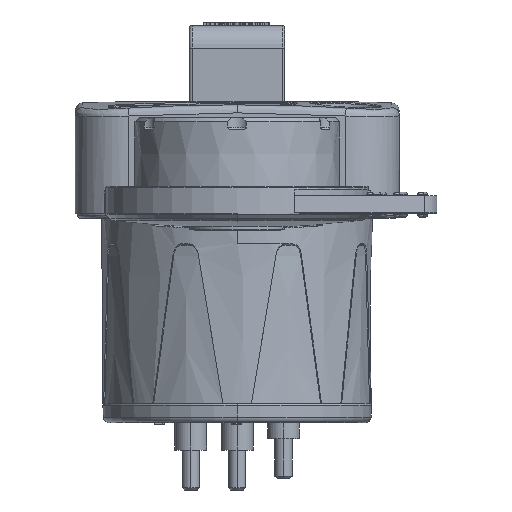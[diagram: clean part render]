
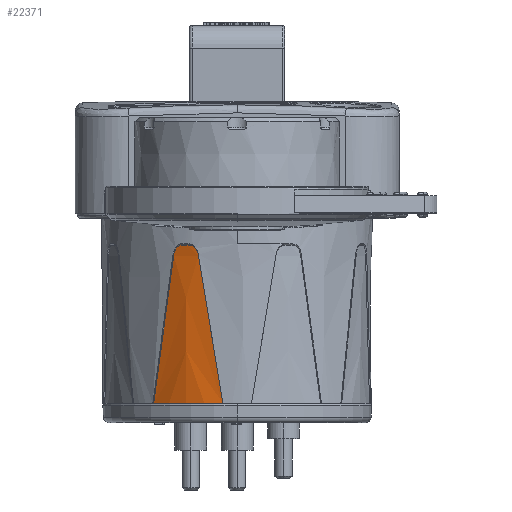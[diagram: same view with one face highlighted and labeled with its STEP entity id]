
A CAD part, front view. The second image highlights one B-rep face of the part: STEP entity #22371.
In plain terms, the highlighted conical face has half-angle 0.4 degrees and reference radius 11.709 mm.
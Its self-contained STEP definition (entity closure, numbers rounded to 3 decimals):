
#870=CARTESIAN_POINT('',(0.,0.,-25.1));
#871=DIRECTION('',(0.,0.,1.));
#872=DIRECTION('',(-0.627,-0.779,0.));
#873=AXIS2_PLACEMENT_3D('',#870,#871,#872);
#1438=CARTESIAN_POINT('',(-5.561,-10.352,
-12.179));
#1439=CARTESIAN_POINT('',(-5.772,-10.227,
-13.614));
#1440=CARTESIAN_POINT('',(-6.183,-9.965,
-16.484));
#1441=CARTESIAN_POINT('',(-6.768,-9.542,
-20.792));
#1442=CARTESIAN_POINT('',(-7.136,-9.238,
-23.664));
#1443=CARTESIAN_POINT('',(-7.315,-9.081,-25.1));
#1452=CARTESIAN_POINT('',(-4.808,-10.729,
-11.243));
#1453=CARTESIAN_POINT('',(-4.843,-10.714,
-11.243));
#1454=CARTESIAN_POINT('',(-4.912,-10.682,
-11.249));
#1455=CARTESIAN_POINT('',(-5.012,-10.635,
-11.278));
#1456=CARTESIAN_POINT('',(-5.109,-10.589,
-11.327));
#1457=CARTESIAN_POINT('',(-5.203,-10.542,
-11.398));
#1458=CARTESIAN_POINT('',(-5.293,-10.497,
-11.493));
#1459=CARTESIAN_POINT('',(-5.378,-10.452,
-11.616));
#1460=CARTESIAN_POINT('',(-5.455,-10.411,
-11.771));
#1461=CARTESIAN_POINT('',(-5.519,-10.376,
-11.957));
#1462=CARTESIAN_POINT('',(-5.55,-10.358,
-12.102));
#1463=CARTESIAN_POINT('',(-5.561,-10.352,
-12.179));
#1482=CARTESIAN_POINT('',(0.,0.,-11.243));
#1483=DIRECTION('',(0.,0.,-1.));
#1484=DIRECTION('',(-0.356,-0.934,0.));
#1485=AXIS2_PLACEMENT_3D('',#1482,#1483,#1484);
#1499=CARTESIAN_POINT('',(-3.387,-11.252,
-12.179));
#1500=CARTESIAN_POINT('',(-3.4,-11.249,
-12.102));
#1501=CARTESIAN_POINT('',(-3.434,-11.239,
-11.96));
#1502=CARTESIAN_POINT('',(-3.503,-11.219,
-11.774));
#1503=CARTESIAN_POINT('',(-3.587,-11.194,
-11.619));
#1504=CARTESIAN_POINT('',(-3.678,-11.165,
-11.495));
#1505=CARTESIAN_POINT('',(-3.775,-11.134,
-11.399));
#1506=CARTESIAN_POINT('',(-3.875,-11.1,
-11.328));
#1507=CARTESIAN_POINT('',(-3.978,-11.064,
-11.278));
#1508=CARTESIAN_POINT('',(-4.081,-11.026,
-11.249));
#1509=CARTESIAN_POINT('',(-4.152,-11.,
-11.243));
#1510=CARTESIAN_POINT('',(-4.187,-10.986,
-11.243));
#1525=CARTESIAN_POINT('',(-3.387,-11.252,
-12.179));
#1526=CARTESIAN_POINT('',(-2.675,-11.435,
-16.484));
#1527=CARTESIAN_POINT('',(-1.962,-11.547,
-20.791));
#1528=CARTESIAN_POINT('',(-1.248,-11.593,-25.1));
#17731=CARTESIAN_POINT('',(-7.315,-9.081,-25.1));
#17732=VERTEX_POINT('',#17731);
#17733=CARTESIAN_POINT('',(-1.248,-11.593,-25.1));
#17734=VERTEX_POINT('',#17733);
#18198=CARTESIAN_POINT('',(-3.387,-11.252,
-12.179));
#18199=VERTEX_POINT('',#18198);
#18200=VERTEX_POINT('',#1510);
#18201=VERTEX_POINT('',#1438);
#18202=VERTEX_POINT('',#1452);
#22357=CARTESIAN_POINT('',(0.,0.,-18.171));
#22358=DIRECTION('',(0.,0.,1.));
#22359=DIRECTION('',(1.,0.,0.));
#22360=AXIS2_PLACEMENT_3D('',#22357,#22358,#22359);
#22361=CONICAL_SURFACE('',#22360,11.709,0.4);
#22362=ORIENTED_EDGE('',*,*,#22348,.F.);
#22364=ORIENTED_EDGE('',*,*,#22363,.T.);
#22365=ORIENTED_EDGE('',*,*,#21745,.F.);
#22366=ORIENTED_EDGE('',*,*,#22292,.F.);
#22367=ORIENTED_EDGE('',*,*,#22306,.F.);
#22368=ORIENTED_EDGE('',*,*,#22320,.F.);
#22369=EDGE_LOOP('',(#22362,#22364,#22365,#22366,#22367,#22368));
#22370=FACE_OUTER_BOUND('',#22369,.F.);
#22371=ADVANCED_FACE('',(#22370),#22361,.T.);
#874=CIRCLE('',#873,11.66);
#1444=B_SPLINE_CURVE_WITH_KNOTS('',3,(#1438,#1439,#1440,#1441,#1442,#1443),
.UNSPECIFIED.,.F.,.F.,(4,1,1,4),(0.,0.333,0.667,1.),
.UNSPECIFIED.);
#1464=B_SPLINE_CURVE_WITH_KNOTS('',3,(#1452,#1453,#1454,#1455,#1456,#1457,#1458,
#1459,#1460,#1461,#1462,#1463),.UNSPECIFIED.,.F.,.F.,(4,1,1,1,1,1,1,1,1,4),
(0.,0.111,0.222,0.333,0.444,
0.556,0.667,0.778,0.889,1.),
.UNSPECIFIED.);
#1486=CIRCLE('',#1485,11.757);
#1511=B_SPLINE_CURVE_WITH_KNOTS('',3,(#1499,#1500,#1501,#1502,#1503,#1504,#1505,
#1506,#1507,#1508,#1509,#1510),.UNSPECIFIED.,.F.,.F.,(4,1,1,1,1,1,1,1,1,4),
(0.,0.111,0.222,0.333,0.444,
0.556,0.667,0.778,0.889,1.),
.UNSPECIFIED.);
#1529=B_SPLINE_CURVE_WITH_KNOTS('',3,(#1525,#1526,#1527,#1528),.UNSPECIFIED.,
.F.,.F.,(4,4),(0.,1.),.UNSPECIFIED.);
#21745=EDGE_CURVE('',#17732,#17734,#874,.T.);
#22292=EDGE_CURVE('',#18201,#17732,#1444,.T.);
#22306=EDGE_CURVE('',#18202,#18201,#1464,.T.);
#22320=EDGE_CURVE('',#18200,#18202,#1486,.T.);
#22348=EDGE_CURVE('',#18199,#18200,#1511,.T.);
#22363=EDGE_CURVE('',#18199,#17734,#1529,.T.);
